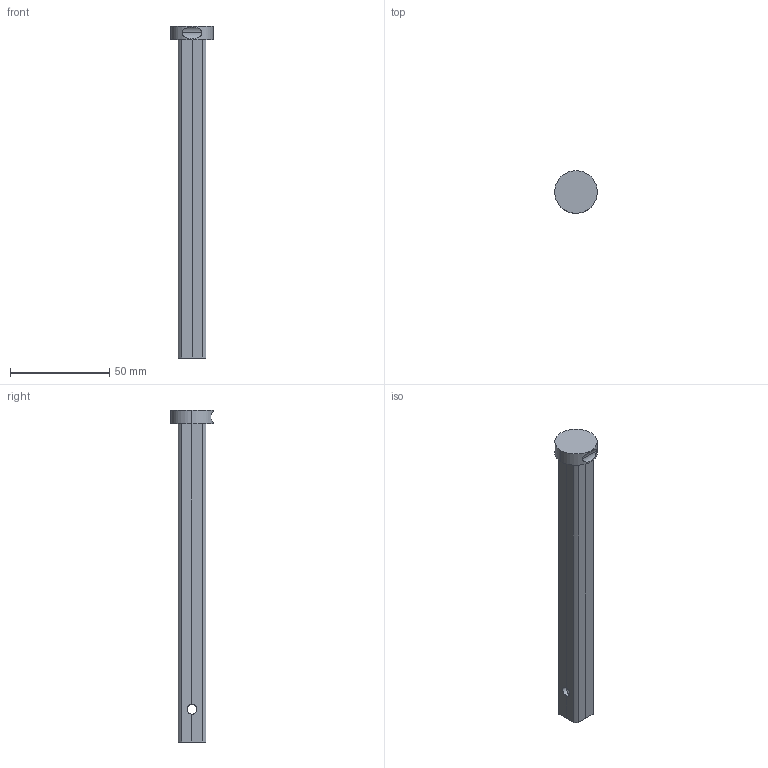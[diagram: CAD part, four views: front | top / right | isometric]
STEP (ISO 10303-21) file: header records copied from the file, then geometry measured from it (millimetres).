
FILE_DESCRIPTION(('CATIA V5 STEP Exchange'),'2;1');
FILE_NAME('Tube Sup - 09 - Section caree-butee.stp','2019-01-07T17:35:00+00:00',('none'),('none'),'CATIA Version 5 Release 21 GA (IN-10)','CATIA V5 STEP AP203','none');
FILE_SCHEMA(('CONFIG_CONTROL_DESIGN'));
Length unit declared in the file: millimetre
Products named in the file (1): Tube Sup - 09 - Section caree-butee
Bounding box: 21.5 x 21.5 x 167.5 mm (x, y, z)
Volume: 21510.9 mm3; surface area: 14279.9 mm2
Topology: 1 solids, 1 shells, 32 faces, 89 edges, 57 vertices
Faces by surface type: cylinder 16, plane 12, cone 4
Entity records: 1063 total; most frequent: CARTESIAN_POINT 279, ORIENTED_EDGE 174, DIRECTION 113, EDGE_CURVE 87, VERTEX_POINT 57, AXIS2_PLACEMENT_3D 49, VECTOR 47, LINE 47
